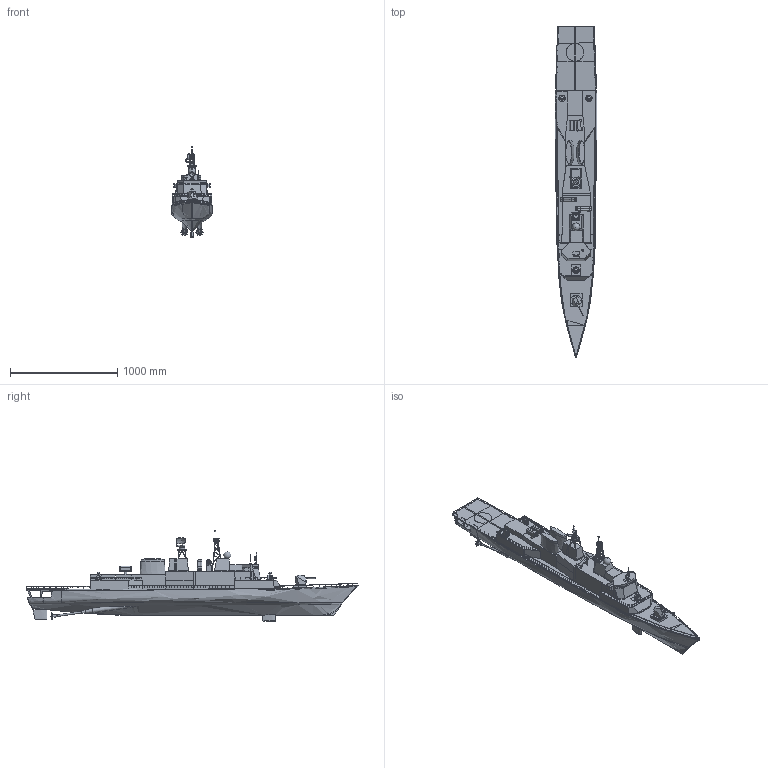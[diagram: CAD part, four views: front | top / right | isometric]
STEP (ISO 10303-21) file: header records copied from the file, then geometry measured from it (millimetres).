
FILE_DESCRIPTION(('FreeCAD Model'),'2;1');
FILE_NAME('Open CASCADE Shape Model','2025-05-05T03:27:37',('FreeCAD'),( 'FreeCAD'),'Open CASCADE STEP processor 7.6','FreeCAD','Unknown');
FILE_SCHEMA(('AUTOMOTIVE_DESIGN { 1 0 10303 214 1 1 1 1 }'));
Products named in the file (1): Open CASCADE STEP translator 7.6 1
Bounding box: 386.65 x 3091.39 x 846.01 mm (x, y, z)
Volume: 97388361.2 mm3; surface area: 8001140.6 mm2
Topology: 47 solids, 50 shells, 1688 faces, 4985 edges, 3391 vertices
Faces by surface type: plane 876, bspline 439, cylinder 361, cone 10, sphere 2
Full cylindrical faces by diameter (mm): 1 x72, 2 x196, 2.037 x1, 3.91 x2, 5 x4, 8.224 x1, 10 x18, 10.02 x1, 10.685 x2, 14.572 x1, 15.244 x2, 15.478 x6, 16.572 x1, 21.763 x2, 22.788 x3, 24.145 x4, 25.671 x2, 25.892 x1, 27.31 x1, 39.671 x4, 40 x1, 49.201 x1, 54.879 x1, 59.75 x1, 60.242 x4, 60.463 x1, 79.952 x1, 99.367 x1
Entity records: 136344 total; most frequent: CARTESIAN_POINT 95357, ORIENTED_EDGE 9945, DIRECTION 6013, EDGE_CURVE 4975, VERTEX_POINT 3390, B_SPLINE_CURVE_WITH_KNOTS 2348, FACE_BOUND 2238, EDGE_LOOP 2237
